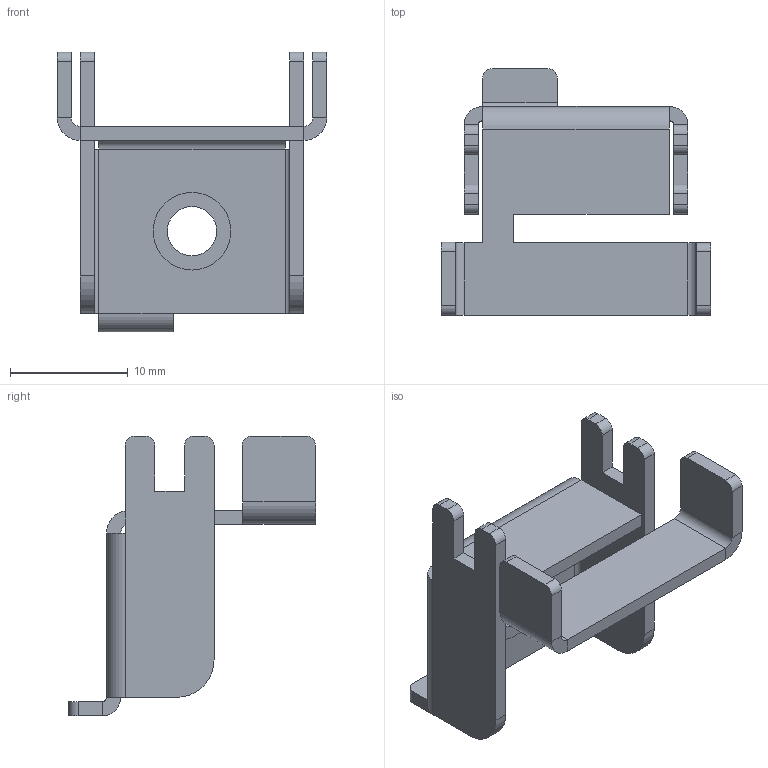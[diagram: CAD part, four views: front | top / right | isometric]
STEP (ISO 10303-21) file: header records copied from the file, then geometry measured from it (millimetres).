
FILE_DESCRIPTION (( 'STEP AP203' ), '1' );
FILE_NAME ('NEW GND SCREW TERMINAL LUG ADAPTER_1.STEP', '2023-08-09T18:52:17', ( '' ), ( '' ), 'SwSTEP 2.0', 'SolidWorks 2022', '' );
FILE_SCHEMA (( 'CONFIG_CONTROL_DESIGN' ));
Length unit declared in the file: inch
Products named in the file (1): NEW GND SCREW TERMINAL LUG ADAPTER_1
Bounding box: 22.92 x 21.02 x 23.81 mm (x, y, z)
Volume: 1158.9 mm3; surface area: 2244.5 mm2
Topology: 1 solids, 1 shells, 95 faces, 226 edges, 134 vertices
Faces by surface type: plane 61, cylinder 32, torus 2
Entity records: 2771 total; most frequent: DIRECTION 486, CARTESIAN_POINT 456, ORIENTED_EDGE 452, EDGE_CURVE 226, AXIS2_PLACEMENT_3D 164, VECTOR 158, LINE 158, VERTEX_POINT 134
